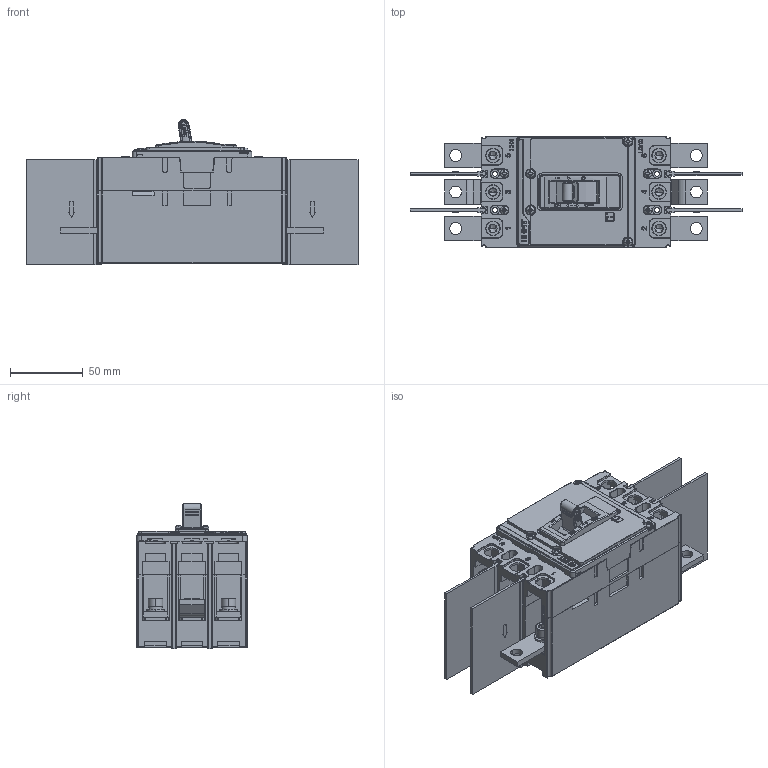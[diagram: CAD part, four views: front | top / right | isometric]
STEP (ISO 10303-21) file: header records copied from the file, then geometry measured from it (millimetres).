
FILE_DESCRIPTION(/* description */ (''),/* implementation_level */ '2;1');
FILE_NAME(/* name */ '125H-3P.stp',/* time_stamp */ '2017-04-07T20:00:41+08:00',/* author */ (''),/* organization */ (''),/* preprocessor_version */ 'ST-DEVELOPER v11',/* originating_system */ 'SIEMENS PLM Software NX 7.5',/* authorisation */ '');
FILE_SCHEMA (('CONFIG_CONTROL_DESIGN'));
Products named in the file (1): 125H-3P
Bounding box: 227.6 x 76 x 99.59 mm (x, y, z)
Volume: 697160.2 mm3; surface area: 204752.1 mm2
Topology: 44 solids, 75 shells, 3627 faces, 9439 edges, 6074 vertices
Faces by surface type: plane 2029, cylinder 984, extrusion 241, torus 120, bspline 106, cone 104, sphere 43
Full cylindrical faces by diameter (mm): 3.5 x4, 3.6 x1
Entity records: 114964 total; most frequent: CARTESIAN_POINT 27229, ORIENTED_EDGE 18682, DIRECTION 17022, EDGE_CURVE 9381, VECTOR 6170, VERTEX_POINT 6068, LINE 5929, AXIS2_PLACEMENT_3D 5426
